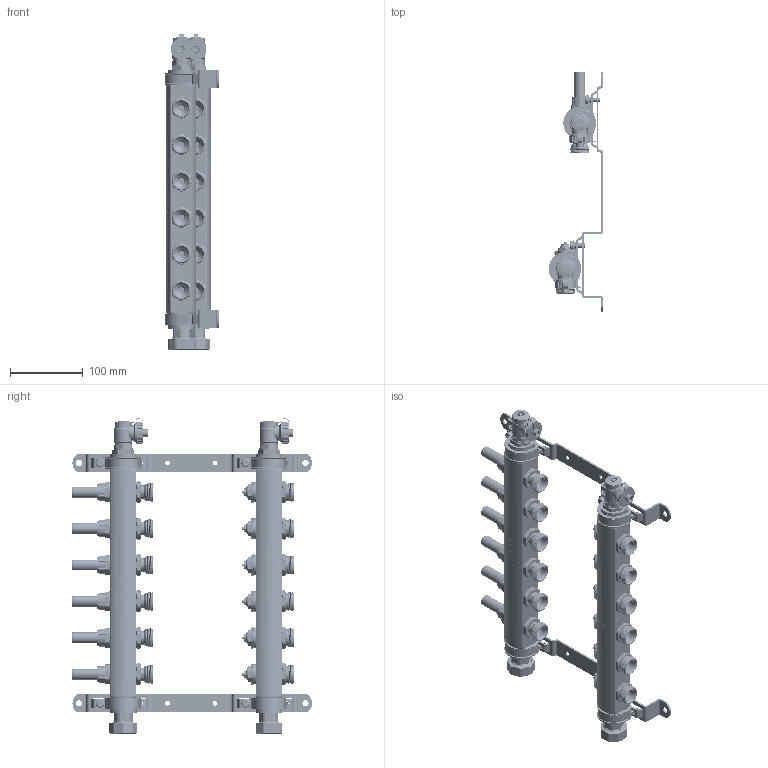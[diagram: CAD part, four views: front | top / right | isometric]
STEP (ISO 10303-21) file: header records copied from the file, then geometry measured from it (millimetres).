
FILE_DESCRIPTION((''),'2;1');
FILE_NAME('9340-06-800_VEREINFAC_SW0001','2016-10-25T',('marann'),(''),'PRO/ENGINEER BY PARAMETRIC TECHNOLOGY CORPORATION, 2011490','PRO/ENGINEER BY PARAMETRIC TECHNOLOGY CORPORATION, 2011490','');
FILE_SCHEMA(('CONFIG_CONTROL_DESIGN'));
Products named in the file (1): 9340-06-800_VEREINFAC_SW0001
Bounding box: 74.75 x 329.7 x 432.8 mm (x, y, z)
Volume: 542067.6 mm3; surface area: 384529.6 mm2
Topology: 7 solids, 8 shells, 4675 faces, 12291 edges, 7802 vertices
Faces by surface type: plane 1766, cylinder 1688, bspline 586, cone 418, torus 217
Entity records: 217958 total; most frequent: CARTESIAN_POINT 105963, ORIENTED_EDGE 24582, DIRECTION 22224, EDGE_CURVE 12291, AXIS2_PLACEMENT_3D 8421, VERTEX_POINT 7802, VECTOR 5382, LINE 5382
